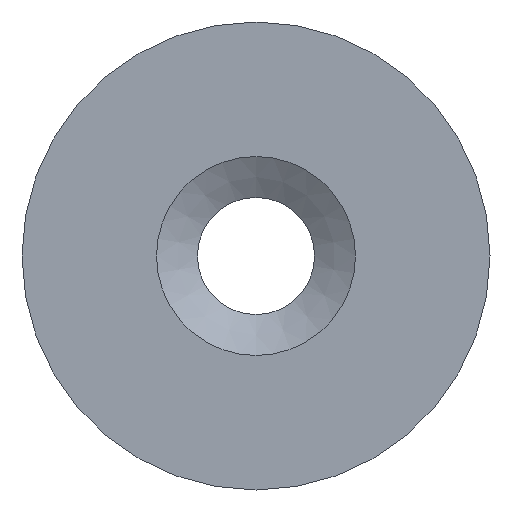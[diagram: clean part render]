
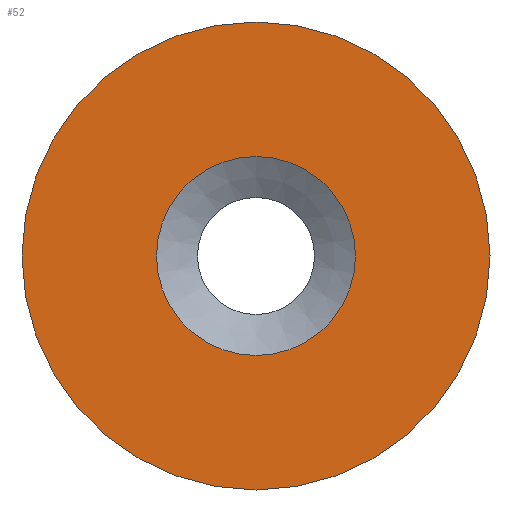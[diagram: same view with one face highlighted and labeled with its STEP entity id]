
A CAD part, front view. The second image highlights one B-rep face of the part: STEP entity #52.
In plain terms, the highlighted planar face has unit normal (0, -1, 0).
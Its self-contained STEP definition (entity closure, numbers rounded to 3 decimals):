
#52=ADVANCED_FACE('',(#111,#112),#113,.F.);
#111=FACE_BOUND('',#174,.T.);
#112=FACE_OUTER_BOUND('',#175,.T.);
#113=PLANE('',#176);
#174=EDGE_LOOP('',(#245));
#175=EDGE_LOOP('',(#246));
#176=AXIS2_PLACEMENT_3D('',#247,#248,#249);
#245=ORIENTED_EDGE('',*,*,#288,.T.);
#246=ORIENTED_EDGE('',*,*,#304,.F.);
#247=CARTESIAN_POINT('',(0.,0.,0.0));
#248=DIRECTION('',(0.,1.0,0.0));
#249=DIRECTION('',(-1.0,0.,0.0));
#288=EDGE_CURVE('',#317,#317,#318,.T.);
#304=EDGE_CURVE('',#342,#342,#343,.T.);
#317=VERTEX_POINT('',#359);
#318=CIRCLE('',#360,4.25);
#342=VERTEX_POINT('',#384);
#343=CIRCLE('',#385,10.0);
#359=CARTESIAN_POINT('',(0.,0.0,-4.25));
#360=AXIS2_PLACEMENT_3D('',#401,#402,#403);
#384=CARTESIAN_POINT('',(-10.0,0.,0.0));
#385=AXIS2_PLACEMENT_3D('',#428,#429,#430);
#401=CARTESIAN_POINT('',(0.,0.0,0.0));
#402=DIRECTION('',(0.,1.0,0.0));
#403=DIRECTION('',(0.0,0.0,-1.0));
#428=CARTESIAN_POINT('',(0.,0.0,0.0));
#429=DIRECTION('',(0.,1.0,0.0));
#430=DIRECTION('',(-1.0,0.,0.0));
